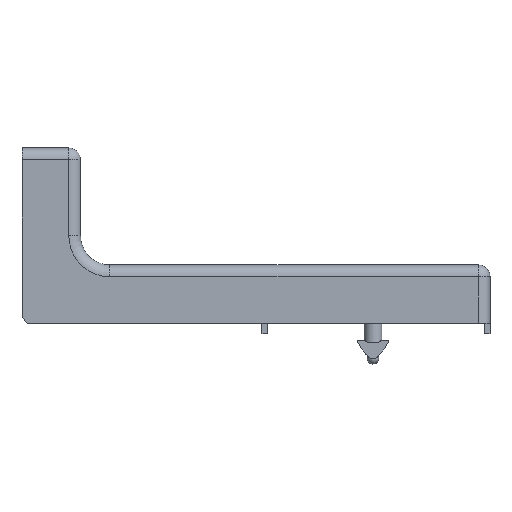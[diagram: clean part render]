
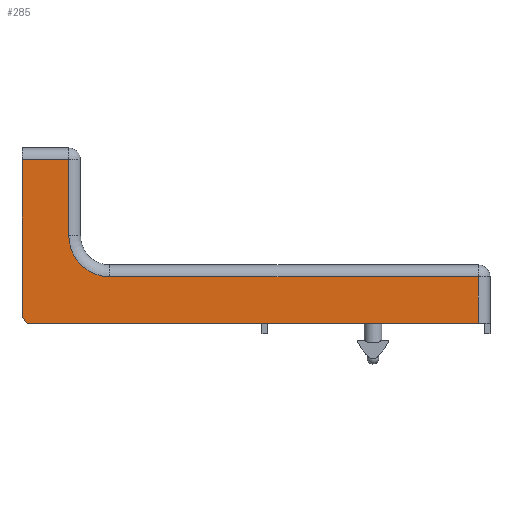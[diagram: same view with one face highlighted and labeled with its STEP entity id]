
A CAD part, top view. The second image highlights one B-rep face of the part: STEP entity #285.
In plain terms, the highlighted face is planar.
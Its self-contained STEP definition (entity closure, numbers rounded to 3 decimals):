
#285 = ADVANCED_FACE( '', ( #622 ), #623, .F. );
#622 = FACE_OUTER_BOUND( '', #1058, .T. );
#623 = PLANE( '', #1059 );
#1058 = EDGE_LOOP( '', ( #2277, #2278, #2279, #2280, #2281, #2282, #2283, #2284 ) );
#1059 = AXIS2_PLACEMENT_3D( '', #2285, #2286, #2287 );
#2277 = ORIENTED_EDGE( '', *, *, #3300, .T. );
#2278 = ORIENTED_EDGE( '', *, *, #3301, .T. );
#2279 = ORIENTED_EDGE( '', *, *, #3302, .F. );
#2280 = ORIENTED_EDGE( '', *, *, #3303, .F. );
#2281 = ORIENTED_EDGE( '', *, *, #3029, .F. );
#2282 = ORIENTED_EDGE( '', *, *, #3304, .T. );
#2283 = ORIENTED_EDGE( '', *, *, #3305, .T. );
#2284 = ORIENTED_EDGE( '', *, *, #3306, .T. );
#2285 = CARTESIAN_POINT( '', ( 56., 16., -19. ) );
#2286 = DIRECTION( '', ( 0., 0., 1. ) );
#2287 = DIRECTION( '', ( 1., 0., 0. ) );
#3029 = EDGE_CURVE( '', #3652, #3654, #3655, .T. );
#3300 = EDGE_CURVE( '', #4090, #4091, #4092, .F. );
#3301 = EDGE_CURVE( '', #4091, #4093, #4094, .F. );
#3302 = EDGE_CURVE( '', #4095, #4093, #4096, .T. );
#3303 = EDGE_CURVE( '', #3654, #4095, #4097, .T. );
#3304 = EDGE_CURVE( '', #3652, #4098, #4099, .F. );
#3305 = EDGE_CURVE( '', #4098, #4100, #4101, .F. );
#3306 = EDGE_CURVE( '', #4100, #4090, #4102, .T. );
#3652 = VERTEX_POINT( '', #4646 );
#3654 = VERTEX_POINT( '', #4648 );
#3655 = LINE( '', #4649, #4650 );
#4090 = VERTEX_POINT( '', #5298 );
#4091 = VERTEX_POINT( '', #5299 );
#4092 = LINE( '', #5300, #5301 );
#4093 = VERTEX_POINT( '', #5302 );
#4094 = LINE( '', #5303, #5304 );
#4095 = VERTEX_POINT( '', #5305 );
#4096 = LINE( '', #5306, #5307 );
#4097 = LINE( '', #5308, #5309 );
#4098 = VERTEX_POINT( '', #5310 );
#4099 = LINE( '', #5311, #5312 );
#4100 = VERTEX_POINT( '', #5313 );
#4101 = LINE( '', #5314, #5315 );
#4102 = CIRCLE( '', #5316, 14. );
#4646 = CARTESIAN_POINT( '', ( 0., 156., -19. ) );
#4648 = CARTESIAN_POINT( '', ( 0., 2., -19. ) );
#4649 = CARTESIAN_POINT( '', ( 0., 160., -19. ) );
#4650 = VECTOR( '', #5934, 1000. );
#5298 = CARTESIAN_POINT( '', ( 30., 16., -19. ) );
#5299 = CARTESIAN_POINT( '', ( 56., 16., -19. ) );
#5300 = CARTESIAN_POINT( '', ( 56., 16., -19. ) );
#5301 = VECTOR( '', #6319, 1000. );
#5302 = CARTESIAN_POINT( '', ( 56., 0., -19. ) );
#5303 = CARTESIAN_POINT( '', ( 56., 16., -19. ) );
#5304 = VECTOR( '', #6320, 1000. );
#5305 = CARTESIAN_POINT( '', ( 2., 0., -19. ) );
#5306 = CARTESIAN_POINT( '', ( 2., 0., -19. ) );
#5307 = VECTOR( '', #6321, 1000. );
#5308 = CARTESIAN_POINT( '', ( 0., 2., -19. ) );
#5309 = VECTOR( '', #6322, 1000. );
#5310 = CARTESIAN_POINT( '', ( 16., 156., -19. ) );
#5311 = CARTESIAN_POINT( '', ( 56., 156., -19. ) );
#5312 = VECTOR( '', #6323, 1000. );
#5313 = CARTESIAN_POINT( '', ( 16., 30., -19. ) );
#5314 = CARTESIAN_POINT( '', ( 16., 16., -19. ) );
#5315 = VECTOR( '', #6324, 1000. );
#5316 = AXIS2_PLACEMENT_3D( '', #6325, #6326, #6327 );
#5934 = DIRECTION( '', ( 0., -1., 0. ) );
#6319 = DIRECTION( '', ( -1., 0., 0. ) );
#6320 = DIRECTION( '', ( 0., 1., 0. ) );
#6321 = DIRECTION( '', ( 1., 0., 0. ) );
#6322 = DIRECTION( '', ( 0.707, -0.707, 0. ) );
#6323 = DIRECTION( '', ( -1., 0., 0. ) );
#6324 = DIRECTION( '', ( 0., 1., 0. ) );
#6325 = CARTESIAN_POINT( '', ( 30., 30., -19. ) );
#6326 = DIRECTION( '', ( 0., 0., 1. ) );
#6327 = DIRECTION( '', ( 1., 0., 0. ) );
